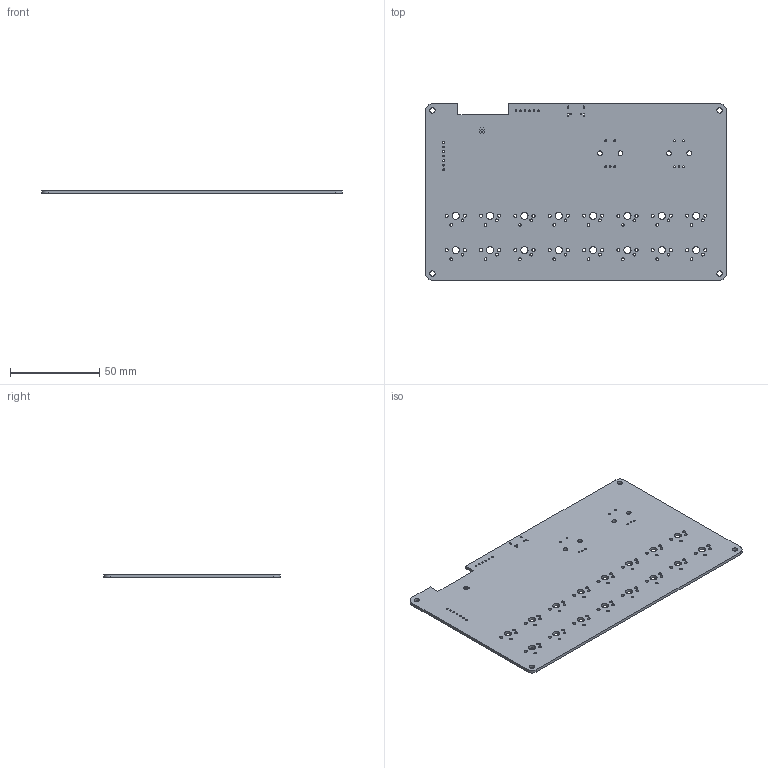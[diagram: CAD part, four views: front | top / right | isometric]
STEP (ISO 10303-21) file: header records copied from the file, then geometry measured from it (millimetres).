
FILE_DESCRIPTION(('KiCad electronic assembly'),'2;1');
FILE_NAME('Universal Control Box.step','2024-05-19T17:26:10',('Pcbnew'), ('Kicad'),'Open CASCADE STEP processor 7.6','KiCad to STEP converter', 'Unknown');
FILE_SCHEMA(('AUTOMOTIVE_DESIGN { 1 0 10303 214 1 1 1 1 }'));
Length unit declared in the file: millimetre
Products named in the file (2): Universal Control Box 1; _autosave-Universal Control Box_PCB
Assembly tree (1 placements, depth 2):
  Universal Control Box 1
    _autosave-Universal Control Box_PCB
Bounding box: 168.2 x 98.8 x 1.61 mm (x, y, z)
Volume: 25736.8 mm3; surface area: 34034.6 mm2
Topology: 1 solids, 1 shells, 158 faces, 468 edges, 312 vertices
Faces by surface type: cylinder 138, plane 20
Full cylindrical faces by diameter (mm): 0.2 x12, 0.6 x1, 1 x23, 1.5 x32, 1.75 x32, 2.61 x4, 3 x4, 4 x16
Entity records: 6001 total; most frequent: DIRECTION 1064, CARTESIAN_POINT 940, ORIENTED_EDGE 936, EDGE_CURVE 468, AXIS2_PLACEMENT_3D 436, FACE_BOUND 416, EDGE_LOOP 416, VERTEX_POINT 312
